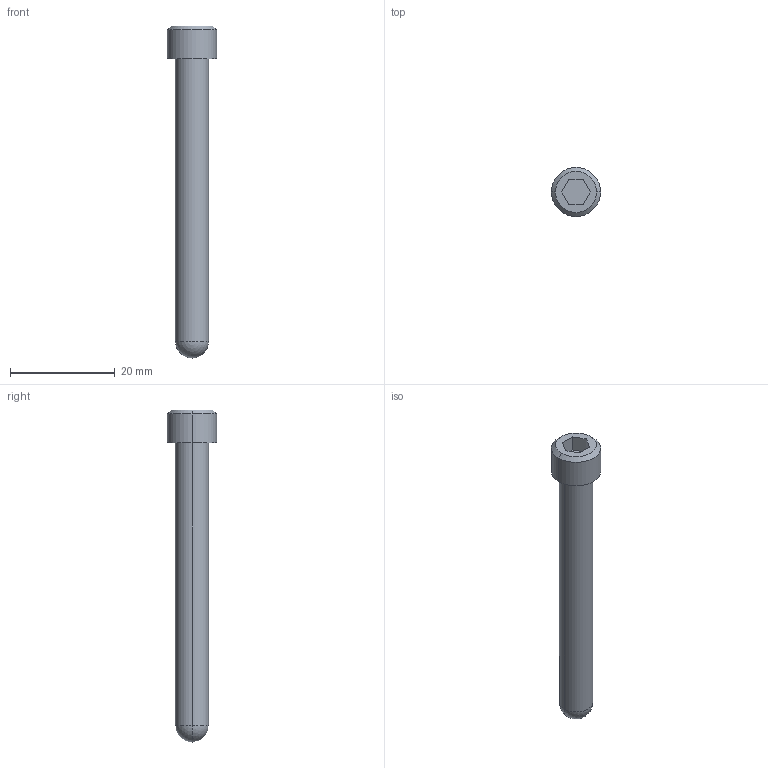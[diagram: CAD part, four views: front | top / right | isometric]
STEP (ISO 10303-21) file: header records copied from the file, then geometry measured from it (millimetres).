
FILE_DESCRIPTION (( 'STEP AP214' ), '1' );
FILE_NAME ('D030022-v1_aLIGO_Rounded_End_SHCS_0.25-20_X_2.25_Long.STEP', '2011-03-21T16:55:47', ( '' ), ( '' ), 'SwSTEP 2.0', 'SolidWorks 2010', '' );
FILE_SCHEMA (( 'AUTOMOTIVE_DESIGN' ));
Length unit declared in the file: inch
Products named in the file (1): D030022-v1_aLIGO_Rounded_End_SHCS_0.25-20_X_2.25_Long
Bounding box: 9.4 x 9.4 x 63.42 mm (x, y, z)
Volume: 2143.6 mm3; surface area: 1468.7 mm2
Topology: 1 solids, 1 shells, 17 faces, 40 edges, 25 vertices
Faces by surface type: plane 9, cylinder 4, sphere 2, cone 2
Entity records: 498 total; most frequent: DIRECTION 84, CARTESIAN_POINT 77, ORIENTED_EDGE 72, EDGE_CURVE 36, AXIS2_PLACEMENT_3D 30, LINE 24, VECTOR 24, VERTEX_POINT 23
